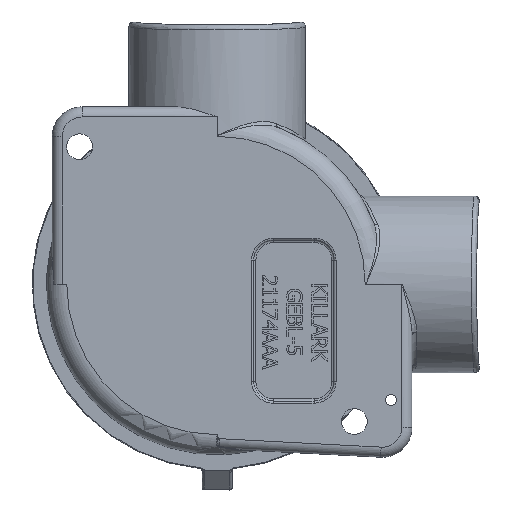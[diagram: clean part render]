
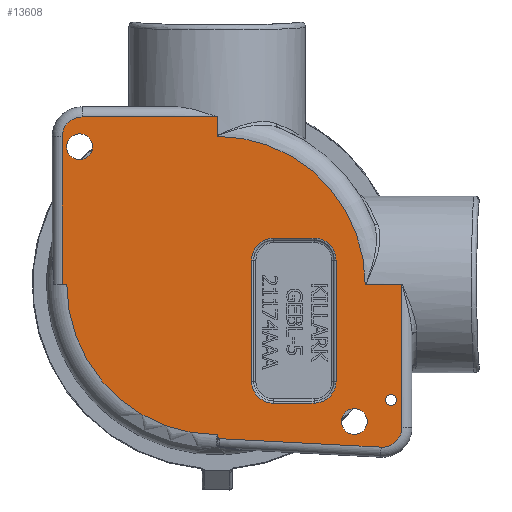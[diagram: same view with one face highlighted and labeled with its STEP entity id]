
A CAD part, front view. The second image highlights one B-rep face of the part: STEP entity #13608.
In plain terms, the highlighted planar face has unit normal (0, -1, 0).
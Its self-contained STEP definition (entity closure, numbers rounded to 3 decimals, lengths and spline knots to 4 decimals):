
#72=FACE_BOUND('',#4254,.T.);
#73=FACE_BOUND('',#4255,.T.);
#74=FACE_BOUND('',#4256,.T.);
#75=FACE_BOUND('',#4257,.T.);
#239=PLANE('',#14653);
#639=LINE('',#18472,#1874);
#964=LINE('',#45970,#2199);
#965=LINE('',#45994,#2200);
#966=LINE('',#45997,#2201);
#968=LINE('',#46012,#2203);
#969=LINE('',#46014,#2204);
#970=LINE('',#46016,#2205);
#971=LINE('',#46019,#2206);
#972=LINE('',#46028,#2207);
#973=LINE('',#46037,#2208);
#974=LINE('',#46047,#2209);
#1874=VECTOR('',#15168,0.3937);
#2199=VECTOR('',#16333,0.3937);
#2200=VECTOR('',#16346,0.3937);
#2201=VECTOR('',#16349,0.3937);
#2203=VECTOR('',#16357,0.3937);
#2204=VECTOR('',#16358,0.3937);
#2205=VECTOR('',#16361,0.3937);
#2206=VECTOR('',#16362,0.03);
#2207=VECTOR('',#16363,0.03);
#2208=VECTOR('',#16364,0.03);
#2209=VECTOR('',#16365,0.03);
#3439=FACE_OUTER_BOUND('',#4253,.T.);
#4253=EDGE_LOOP('',(#10360,#10361,#10362,#10363,#10364,#10365,#10366,#10367,
#10368,#10369,#10370,#10371));
#4254=EDGE_LOOP('',(#10372));
#4255=EDGE_LOOP('',(#10373));
#4256=EDGE_LOOP('',(#10374));
#4257=EDGE_LOOP('',(#10375,#10376,#10377,#10378,#10379,#10380,#10381,#10382));
#4848=B_SPLINE_CURVE_WITH_KNOTS('',3,(#18398,#18399,#18400,#18401,#18402,
#18403),.UNSPECIFIED.,.F.,.F.,(4,2,4),(0.4383,0.578,
0.5789),.UNSPECIFIED.);
#5048=B_SPLINE_CURVE_WITH_KNOTS('',3,(#46021,#46022,#46023,#46024,#46025,
#46026),.UNSPECIFIED.,.F.,.F.,(4,1,1,4),(3.2432,3.707,
4.0162,4.3254),.UNSPECIFIED.);
#5049=B_SPLINE_CURVE_WITH_KNOTS('',3,(#46030,#46031,#46032,#46033,#46034,
#46035),.UNSPECIFIED.,.F.,.F.,(4,1,1,4),(3.2432,3.5524,
3.8616,4.3254),.UNSPECIFIED.);
#5050=B_SPLINE_CURVE_WITH_KNOTS('',3,(#46039,#46040,#46041,#46042,#46043,
#46044,#46045),.UNSPECIFIED.,.F.,.F.,(4,1,1,1,4),(0.,0.3089,
0.6178,0.8494,1.0811),.UNSPECIFIED.);
#5051=B_SPLINE_CURVE_WITH_KNOTS('',3,(#46048,#46049,#46050,#46051,#46052,
#46053,#46054),.UNSPECIFIED.,.F.,.F.,(4,1,1,1,4),(0.,0.3089,
0.6178,0.8494,1.0811),.UNSPECIFIED.);
#5323=CIRCLE('',#14238,1.8633);
#5521=CIRCLE('',#14636,0.1605);
#5523=CIRCLE('',#14639,0.1605);
#5525=CIRCLE('',#14642,0.068);
#5529=CIRCLE('',#14648,0.245);
#5532=CIRCLE('',#14654,0.245);
#5533=CIRCLE('',#14655,1.834);
#5628=VERTEX_POINT('',#18359);
#5629=VERTEX_POINT('',#18396);
#5633=VERTEX_POINT('',#18470);
#5657=VERTEX_POINT('',#19131);
#6142=VERTEX_POINT('',#45951);
#6144=VERTEX_POINT('',#45957);
#6146=VERTEX_POINT('',#45963);
#6147=VERTEX_POINT('',#45967);
#6148=VERTEX_POINT('',#45969);
#6149=VERTEX_POINT('',#45973);
#6150=VERTEX_POINT('',#45977);
#6152=VERTEX_POINT('',#45996);
#6155=VERTEX_POINT('',#46009);
#6156=VERTEX_POINT('',#46011);
#6157=VERTEX_POINT('',#46013);
#6158=VERTEX_POINT('',#46017);
#6159=VERTEX_POINT('',#46018);
#6160=VERTEX_POINT('',#46020);
#6161=VERTEX_POINT('',#46027);
#6162=VERTEX_POINT('',#46029);
#6163=VERTEX_POINT('',#46036);
#6164=VERTEX_POINT('',#46038);
#6165=VERTEX_POINT('',#46046);
#6952=EDGE_CURVE('',#5629,#5628,#4848,.T.);
#6959=EDGE_CURVE('',#5633,#5629,#639,.T.);
#6990=EDGE_CURVE('',#5628,#5657,#5323,.T.);
#7711=EDGE_CURVE('',#6142,#6142,#5521,.T.);
#7714=EDGE_CURVE('',#6144,#6144,#5523,.T.);
#7717=EDGE_CURVE('',#6146,#6146,#5525,.T.);
#7719=EDGE_CURVE('',#6147,#6148,#964,.T.);
#7722=EDGE_CURVE('',#6148,#6149,#5529,.T.);
#7725=EDGE_CURVE('',#6149,#6150,#965,.T.);
#7726=EDGE_CURVE('',#6150,#6152,#966,.T.);
#7730=EDGE_CURVE('',#6155,#5633,#5532,.T.);
#7731=EDGE_CURVE('',#6156,#6155,#968,.T.);
#7732=EDGE_CURVE('',#6156,#6157,#969,.T.);
#7733=EDGE_CURVE('',#6152,#6157,#5533,.T.);
#7734=EDGE_CURVE('',#6147,#5657,#970,.T.);
#7735=EDGE_CURVE('',#6158,#6159,#971,.T.);
#7736=EDGE_CURVE('',#6160,#6158,#5048,.T.);
#7737=EDGE_CURVE('',#6161,#6160,#972,.T.);
#7738=EDGE_CURVE('',#6162,#6161,#5049,.T.);
#7739=EDGE_CURVE('',#6163,#6162,#973,.T.);
#7740=EDGE_CURVE('',#6164,#6163,#5050,.T.);
#7741=EDGE_CURVE('',#6165,#6164,#974,.T.);
#7742=EDGE_CURVE('',#6159,#6165,#5051,.T.);
#10360=ORIENTED_EDGE('',*,*,#6952,.F.);
#10361=ORIENTED_EDGE('',*,*,#6959,.F.);
#10362=ORIENTED_EDGE('',*,*,#7730,.F.);
#10363=ORIENTED_EDGE('',*,*,#7731,.F.);
#10364=ORIENTED_EDGE('',*,*,#7732,.T.);
#10365=ORIENTED_EDGE('',*,*,#7733,.F.);
#10366=ORIENTED_EDGE('',*,*,#7726,.F.);
#10367=ORIENTED_EDGE('',*,*,#7725,.F.);
#10368=ORIENTED_EDGE('',*,*,#7722,.F.);
#10369=ORIENTED_EDGE('',*,*,#7719,.F.);
#10370=ORIENTED_EDGE('',*,*,#7734,.T.);
#10371=ORIENTED_EDGE('',*,*,#6990,.F.);
#10372=ORIENTED_EDGE('',*,*,#7711,.T.);
#10373=ORIENTED_EDGE('',*,*,#7714,.T.);
#10374=ORIENTED_EDGE('',*,*,#7717,.T.);
#10375=ORIENTED_EDGE('',*,*,#7735,.F.);
#10376=ORIENTED_EDGE('',*,*,#7736,.F.);
#10377=ORIENTED_EDGE('',*,*,#7737,.F.);
#10378=ORIENTED_EDGE('',*,*,#7738,.F.);
#10379=ORIENTED_EDGE('',*,*,#7739,.F.);
#10380=ORIENTED_EDGE('',*,*,#7740,.F.);
#10381=ORIENTED_EDGE('',*,*,#7741,.F.);
#10382=ORIENTED_EDGE('',*,*,#7742,.F.);
#13608=ADVANCED_FACE('',(#3439,#72,#73,#74,#75),#239,.T.);
#14238=AXIS2_PLACEMENT_3D('',#19132,#15195,#15196);
#14636=AXIS2_PLACEMENT_3D('',#45953,#16313,#16314);
#14639=AXIS2_PLACEMENT_3D('',#45959,#16320,#16321);
#14642=AXIS2_PLACEMENT_3D('',#45965,#16327,#16328);
#14648=AXIS2_PLACEMENT_3D('',#45975,#16340,#16341);
#14653=AXIS2_PLACEMENT_3D('',#46008,#16353,#16354);
#14654=AXIS2_PLACEMENT_3D('',#46010,#16355,#16356);
#14655=AXIS2_PLACEMENT_3D('',#46015,#16359,#16360);
#15168=DIRECTION('',(-0.999,0.,0.052));
#15195=DIRECTION('center_axis',(0.,1.,0.));
#15196=DIRECTION('ref_axis',(1.,0.,0.));
#16313=DIRECTION('center_axis',(0.,1.,0.));
#16314=DIRECTION('ref_axis',(-1.,0.,0.));
#16320=DIRECTION('center_axis',(0.,1.,0.));
#16321=DIRECTION('ref_axis',(-1.,0.,0.));
#16327=DIRECTION('center_axis',(0.,1.,0.));
#16328=DIRECTION('ref_axis',(-1.,0.,0.));
#16333=DIRECTION('',(0.,0.,1.));
#16340=DIRECTION('center_axis',(0.,1.,0.));
#16341=DIRECTION('ref_axis',(-0.707,0.,0.707));
#16346=DIRECTION('',(1.,0.,0.));
#16349=DIRECTION('',(0.,0.,-1.));
#16353=DIRECTION('center_axis',(0.,-1.,0.));
#16354=DIRECTION('ref_axis',(0.,0.,-1.));
#16355=DIRECTION('center_axis',(0.,1.,0.));
#16356=DIRECTION('ref_axis',(0.688,0.,-0.725));
#16357=DIRECTION('',(0.,0.,-1.));
#16358=DIRECTION('',(-1.,0.,0.));
#16359=DIRECTION('center_axis',(0.,1.,0.));
#16360=DIRECTION('ref_axis',(0.707,0.,0.707));
#16361=DIRECTION('',(1.,0.,0.));
#16362=DIRECTION('',(-1.,0.,0.));
#16363=DIRECTION('',(0.,0.,1.));
#16364=DIRECTION('',(1.,0.,0.));
#16365=DIRECTION('',(0.,0.,-1.));
#18359=CARTESIAN_POINT('',(0.,-3.5,-1.8633));
#18396=CARTESIAN_POINT('',(0.0264,-3.5,-1.912));
#18398=CARTESIAN_POINT('Ctrl Pts',(0.0264,-3.5,-1.912));
#18399=CARTESIAN_POINT('Ctrl Pts',(0.0181,-3.5,-1.8956));
#18400=CARTESIAN_POINT('Ctrl Pts',(0.0092,-3.5,
-1.8796));
#18401=CARTESIAN_POINT('Ctrl Pts',(0.0001,-3.5,-1.8635));
#18402=CARTESIAN_POINT('Ctrl Pts',(0.0001,-3.5,-1.8634));
#18403=CARTESIAN_POINT('Ctrl Pts',(0.,-3.5,-1.8633));
#18470=CARTESIAN_POINT('',(2.0312,-3.5,-2.017));
#18472=CARTESIAN_POINT('',(-0.5752,-3.5,-1.8805));
#19131=CARTESIAN_POINT('',(-1.8633,-3.5,0.));
#19132=CARTESIAN_POINT('Origin',(0.,-3.5,0.));
#45951=CARTESIAN_POINT('',(1.8597,-3.5,-1.6992));
#45953=CARTESIAN_POINT('Origin',(1.6992,-3.5,-1.6992));
#45957=CARTESIAN_POINT('',(-1.5436,-3.5,1.7041));
#45959=CARTESIAN_POINT('Origin',(-1.7041,-3.5,1.7041));
#45963=CARTESIAN_POINT('',(2.2212,-3.5,-1.4322));
#45965=CARTESIAN_POINT('Origin',(2.1532,-3.5,-1.4322));
#45967=CARTESIAN_POINT('',(-1.919,-3.5,0.));
#45969=CARTESIAN_POINT('',(-1.919,-3.5,1.8289));
#45970=CARTESIAN_POINT('',(-1.919,-3.5,0.2854));
#45973=CARTESIAN_POINT('',(-1.674,-3.5,2.0739));
#45975=CARTESIAN_POINT('Origin',(-1.674,-3.5,1.8289));
#45977=CARTESIAN_POINT('',(0.,-3.5,2.0739));
#45994=CARTESIAN_POINT('',(-0.5306,-3.5,2.0739));
#45996=CARTESIAN_POINT('',(0.,-3.5,1.834));
#45997=CARTESIAN_POINT('',(0.,-3.5,2.1989));
#46008=CARTESIAN_POINT('Origin',(-1.0611,-3.5,0.));
#46009=CARTESIAN_POINT('',(2.289,-3.5,-1.7724));
#46010=CARTESIAN_POINT('Origin',(2.044,-3.5,-1.7724));
#46011=CARTESIAN_POINT('',(2.289,-3.5,0.));
#46012=CARTESIAN_POINT('',(2.289,-3.5,-1.0611));
#46013=CARTESIAN_POINT('',(1.834,-3.5,0.));
#46014=CARTESIAN_POINT('',(2.414,-3.5,0.));
#46015=CARTESIAN_POINT('Origin',(0.,-3.5,0.));
#46016=CARTESIAN_POINT('',(2.414,-3.5,0.));
#46017=CARTESIAN_POINT('',(1.2,-3.5,0.5727));
#46018=CARTESIAN_POINT('',(0.7,-3.5,0.5727));
#46019=CARTESIAN_POINT('',(1.075,-3.5,0.5727));
#46020=CARTESIAN_POINT('',(1.4727,-3.5,0.3));
#46021=CARTESIAN_POINT('Ctrl Pts',(1.4727,-3.5,0.3));
#46022=CARTESIAN_POINT('Ctrl Pts',(1.4727,-3.5,0.3611));
#46023=CARTESIAN_POINT('Ctrl Pts',(1.4368,-3.5,0.4631));
#46024=CARTESIAN_POINT('Ctrl Pts',(1.3216,-3.5,0.5542));
#46025=CARTESIAN_POINT('Ctrl Pts',(1.2406,-3.5,0.5727));
#46026=CARTESIAN_POINT('Ctrl Pts',(1.2,-3.5,0.5727));
#46027=CARTESIAN_POINT('',(1.4727,-3.5,-1.2));
#46028=CARTESIAN_POINT('',(1.4727,-3.5,-0.825));
#46029=CARTESIAN_POINT('',(1.2,-3.5,-1.4727));
#46030=CARTESIAN_POINT('Ctrl Pts',(1.2,-3.5,-1.4727));
#46031=CARTESIAN_POINT('Ctrl Pts',(1.2407,-3.5,-1.4727));
#46032=CARTESIAN_POINT('Ctrl Pts',(1.3222,-3.5,-1.454));
#46033=CARTESIAN_POINT('Ctrl Pts',(1.4371,-3.5,-1.3623));
#46034=CARTESIAN_POINT('Ctrl Pts',(1.4727,-3.5,-1.2609));
#46035=CARTESIAN_POINT('Ctrl Pts',(1.4727,-3.5,-1.2));
#46036=CARTESIAN_POINT('',(0.7,-3.5,-1.4727));
#46037=CARTESIAN_POINT('',(0.825,-3.5,-1.4727));
#46038=CARTESIAN_POINT('',(0.4273,-3.5,-1.2));
#46039=CARTESIAN_POINT('Ctrl Pts',(0.4273,-3.5,-1.2));
#46040=CARTESIAN_POINT('Ctrl Pts',(0.4273,-3.5,-1.2405));
#46041=CARTESIAN_POINT('Ctrl Pts',(0.4459,-3.5,-1.3224));
#46042=CARTESIAN_POINT('Ctrl Pts',(0.5177,-3.5,-1.4122));
#46043=CARTESIAN_POINT('Ctrl Pts',(0.6082,-3.5,-1.4623));
#46044=CARTESIAN_POINT('Ctrl Pts',(0.6696,-3.5,-1.4727));
#46045=CARTESIAN_POINT('Ctrl Pts',(0.7,-3.5,-1.4727));
#46046=CARTESIAN_POINT('',(0.4273,-3.5,0.3));
#46047=CARTESIAN_POINT('',(0.4273,-3.5,-0.075));
#46048=CARTESIAN_POINT('Ctrl Pts',(0.7,-3.5,0.5727));
#46049=CARTESIAN_POINT('Ctrl Pts',(0.6595,-3.5,0.5727));
#46050=CARTESIAN_POINT('Ctrl Pts',(0.5776,-3.5,0.5541));
#46051=CARTESIAN_POINT('Ctrl Pts',(0.4878,-3.5,0.4823));
#46052=CARTESIAN_POINT('Ctrl Pts',(0.4377,-3.5,0.3918));
#46053=CARTESIAN_POINT('Ctrl Pts',(0.4273,-3.5,0.3304));
#46054=CARTESIAN_POINT('Ctrl Pts',(0.4273,-3.5,0.3));
